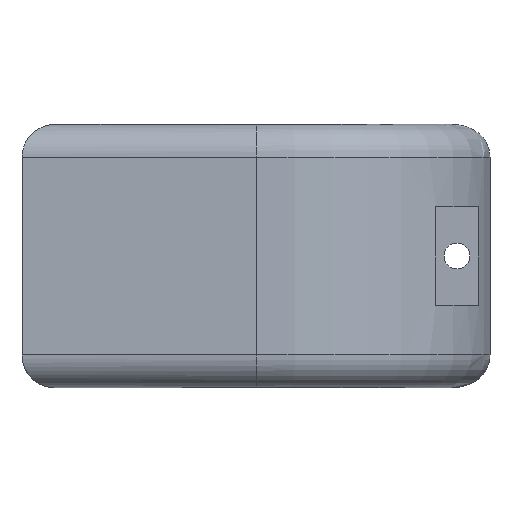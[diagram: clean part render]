
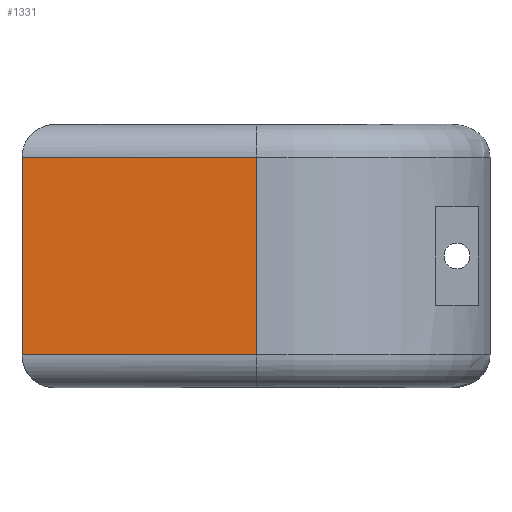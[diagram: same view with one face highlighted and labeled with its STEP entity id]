
A CAD part, left-side view. The second image highlights one B-rep face of the part: STEP entity #1331.
In plain terms, the highlighted planar face has unit normal (-1, 0, 0).
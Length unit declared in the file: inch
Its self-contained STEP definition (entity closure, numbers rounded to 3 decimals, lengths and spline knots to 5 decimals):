
#16 = VECTOR ( 'NONE', #1072, 39.37008 ) ;
#21 = DIRECTION ( 'NONE',  ( 1., 0., 0. ) ) ;
#74 = CARTESIAN_POINT ( 'NONE',  ( -5.02953, 0., 1. ) ) ;
#119 = EDGE_CURVE ( 'NONE', #1693, #1231, #1290, .T. ) ;
#124 = CARTESIAN_POINT ( 'NONE',  ( -5.02953, -1.77953, -0.75 ) ) ;
#213 = DIRECTION ( 'NONE',  ( 0., 0., -1. ) ) ;
#266 = CARTESIAN_POINT ( 'NONE',  ( -5.02953, -1.77953, -0.75 ) ) ;
#274 = LINE ( 'NONE', #817, #378 ) ;
#279 = CARTESIAN_POINT ( 'NONE',  ( -5.02953, 0., 0.75 ) ) ;
#378 = VECTOR ( 'NONE', #809, 39.37008 ) ;
#419 = ORIENTED_EDGE ( 'NONE', *, *, #119, .T. ) ;
#478 = ORIENTED_EDGE ( 'NONE', *, *, #648, .F. ) ;
#549 = CARTESIAN_POINT ( 'NONE',  ( -5.02953, 0., -0.75 ) ) ;
#570 = DIRECTION ( 'NONE',  ( 0., 1., 0. ) ) ;
#648 = EDGE_CURVE ( 'NONE', #1035, #1272, #1220, .T. ) ;
#702 = CARTESIAN_POINT ( 'NONE',  ( -5.02953, 0., 1. ) ) ;
#747 = AXIS2_PLACEMENT_3D ( 'NONE', #702, #21, #570 ) ;
#809 = DIRECTION ( 'NONE',  ( 0., 1., 0. ) ) ;
#817 = CARTESIAN_POINT ( 'NONE',  ( -5.02953, 0., 0.75 ) ) ;
#909 = CARTESIAN_POINT ( 'NONE',  ( -5.02953, -1.77953, 0.75 ) ) ;
#954 = ORIENTED_EDGE ( 'NONE', *, *, #1245, .T. ) ;
#1035 = VERTEX_POINT ( 'NONE', #909 ) ;
#1072 = DIRECTION ( 'NONE',  ( 0., -1., 0. ) ) ;
#1077 = VECTOR ( 'NONE', #213, 39.37008 ) ;
#1220 = LINE ( 'NONE', #1746, #1328 ) ;
#1231 = VERTEX_POINT ( 'NONE', #549 ) ;
#1245 = EDGE_CURVE ( 'NONE', #1231, #1272, #1617, .T. ) ;
#1257 = EDGE_CURVE ( 'NONE', #1035, #1693, #274, .T. ) ;
#1272 = VERTEX_POINT ( 'NONE', #124 ) ;
#1290 = LINE ( 'NONE', #74, #1077 ) ;
#1328 = VECTOR ( 'NONE', #1589, 39.37008 ) ;
#1331 = ADVANCED_FACE ( 'NONE', ( #1648 ), #1374, .F. ) ;
#1374 = PLANE ( 'NONE',  #747 ) ;
#1555 = ORIENTED_EDGE ( 'NONE', *, *, #1257, .T. ) ;
#1589 = DIRECTION ( 'NONE',  ( 0., 0., -1. ) ) ;
#1617 = LINE ( 'NONE', #266, #16 ) ;
#1648 = FACE_OUTER_BOUND ( 'NONE', #1726, .T. ) ;
#1693 = VERTEX_POINT ( 'NONE', #279 ) ;
#1726 = EDGE_LOOP ( 'NONE', ( #419, #954, #478, #1555 ) ) ;
#1746 = CARTESIAN_POINT ( 'NONE',  ( -5.02953, -1.77953, 1. ) ) ;
